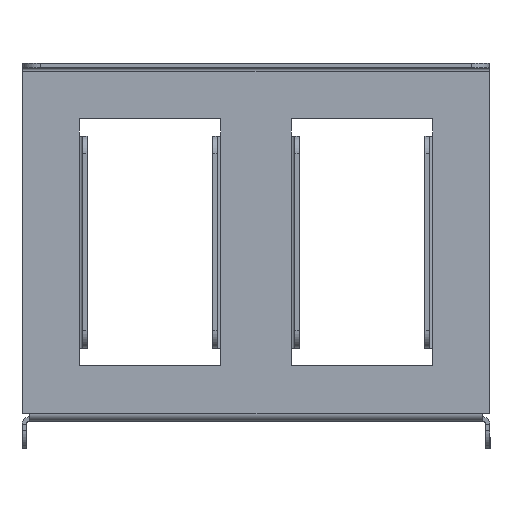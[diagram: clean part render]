
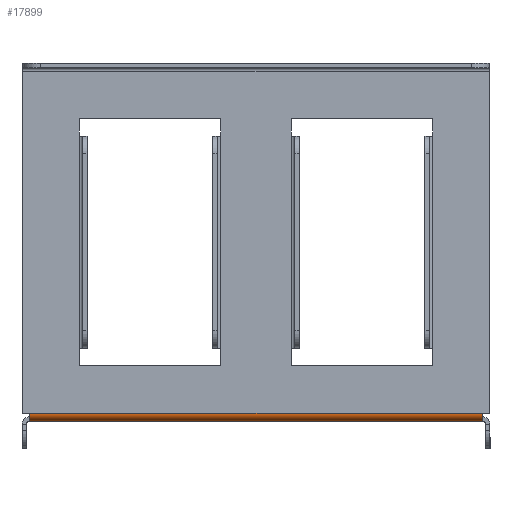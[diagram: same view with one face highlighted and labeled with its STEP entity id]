
A CAD part, left-side view. The second image highlights one B-rep face of the part: STEP entity #17899.
In plain terms, the highlighted cylindrical face has radius 2.2 mm (diameter 4.4 mm), a partial arc.
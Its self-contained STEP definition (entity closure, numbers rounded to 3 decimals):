
#856 = CIRCLE ( 'NONE', #15649, 2.2 ) ;
#1092 = CARTESIAN_POINT ( 'NONE',  ( -213.8, -64., 1. ) ) ;
#1825 = CARTESIAN_POINT ( 'NONE',  ( -213.8, -66., 1. ) ) ;
#3206 = DIRECTION ( 'NONE',  ( 0., -1., 0. ) ) ;
#3284 = DIRECTION ( 'NONE',  ( 0., 1., 0. ) ) ;
#3984 = EDGE_CURVE ( 'NONE', #18984, #19913, #14608, .T. ) ;
#4545 = CARTESIAN_POINT ( 'NONE',  ( -213.8, -66., -1.2 ) ) ;
#4608 = CARTESIAN_POINT ( 'NONE',  ( -216., -64., 1. ) ) ;
#5673 = VECTOR ( 'NONE', #21100, 1000. ) ;
#6294 = AXIS2_PLACEMENT_3D ( 'NONE', #15464, #3284, #9634 ) ;
#6445 = ORIENTED_EDGE ( 'NONE', *, *, #3984, .F. ) ;
#6850 = ORIENTED_EDGE ( 'NONE', *, *, #18913, .T. ) ;
#6987 = CARTESIAN_POINT ( 'NONE',  ( -213.8, -64., -1.2 ) ) ;
#8175 = CYLINDRICAL_SURFACE ( 'NONE', #12020, 2.2 ) ;
#8415 = EDGE_CURVE ( 'NONE', #19913, #21657, #10968, .T. ) ;
#8447 = DIRECTION ( 'NONE',  ( 0., 1., 0. ) ) ;
#9634 = DIRECTION ( 'NONE',  ( 0., 0., -1. ) ) ;
#9773 = DIRECTION ( 'NONE',  ( -1., 0., 0. ) ) ;
#10271 = ORIENTED_EDGE ( 'NONE', *, *, #8415, .F. ) ;
#10280 = VERTEX_POINT ( 'NONE', #4608 ) ;
#10968 = CIRCLE ( 'NONE', #6294, 2.2 ) ;
#11230 = CARTESIAN_POINT ( 'NONE',  ( -213.8, 64., -1.2 ) ) ;
#11262 = EDGE_CURVE ( 'NONE', #10280, #18984, #856, .T. ) ;
#11369 = CARTESIAN_POINT ( 'NONE',  ( -216., 64., 1. ) ) ;
#12020 = AXIS2_PLACEMENT_3D ( 'NONE', #1825, #12030, #9773 ) ;
#12030 = DIRECTION ( 'NONE',  ( 0., -1., 0. ) ) ;
#12813 = LINE ( 'NONE', #14531, #13732 ) ;
#13732 = VECTOR ( 'NONE', #8447, 1000. ) ;
#14531 = CARTESIAN_POINT ( 'NONE',  ( -216., 66., 1. ) ) ;
#14608 = LINE ( 'NONE', #4545, #5673 ) ;
#15464 = CARTESIAN_POINT ( 'NONE',  ( -213.8, 64., 1. ) ) ;
#15649 = AXIS2_PLACEMENT_3D ( 'NONE', #1092, #3206, #21614 ) ;
#17899 = ADVANCED_FACE ( 'NONE', ( #19969 ), #8175, .T. ) ;
#18913 = EDGE_CURVE ( 'NONE', #10280, #21657, #12813, .T. ) ;
#18984 = VERTEX_POINT ( 'NONE', #6987 ) ;
#19913 = VERTEX_POINT ( 'NONE', #11230 ) ;
#19969 = FACE_OUTER_BOUND ( 'NONE', #22214, .T. ) ;
#21100 = DIRECTION ( 'NONE',  ( 0., 1., 0. ) ) ;
#21467 = ORIENTED_EDGE ( 'NONE', *, *, #11262, .F. ) ;
#21614 = DIRECTION ( 'NONE',  ( 0., 0., 1. ) ) ;
#21657 = VERTEX_POINT ( 'NONE', #11369 ) ;
#22214 = EDGE_LOOP ( 'NONE', ( #10271, #6445, #21467, #6850 ) ) ;
